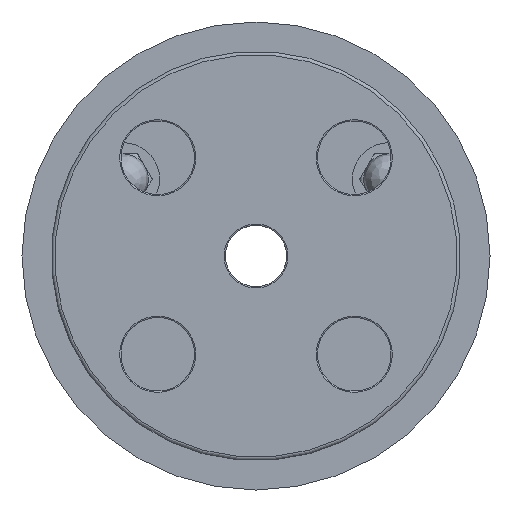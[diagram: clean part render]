
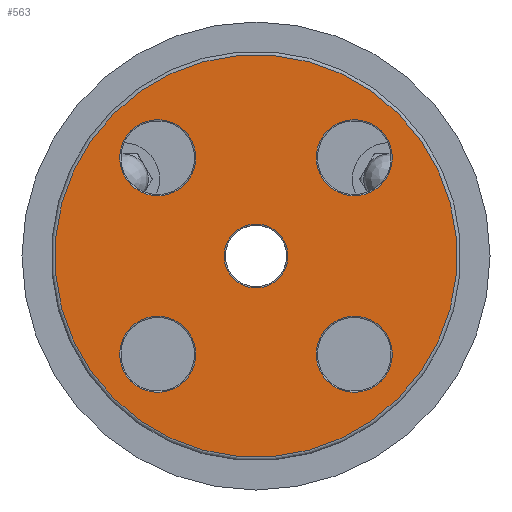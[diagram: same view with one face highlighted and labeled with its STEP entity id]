
A CAD part, front view. The second image highlights one B-rep face of the part: STEP entity #563.
In plain terms, the highlighted planar face has unit normal (0, -1, 0).
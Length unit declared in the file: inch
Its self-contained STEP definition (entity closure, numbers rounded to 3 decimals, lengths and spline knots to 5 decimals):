
#457=CARTESIAN_POINT('',(-1.21622,-1.875,1.21622));
#458=VERTEX_POINT('',#457);
#459=CARTESIAN_POINT('',(0.,-1.875,0.));
#460=DIRECTION('',(0.,1.0,0.));
#461=DIRECTION('',(0.707,0.,-0.707));
#462=AXIS2_PLACEMENT_3D('',#459,#460,#461);
#463=CIRCLE('',#462,1.72);
#464=EDGE_CURVE('',#458,#458,#463,.T.);
#500=CARTESIAN_POINT('',(-0.7117,-1.875,0.7117));
#501=DIRECTION('',(0.0,-1.0,0.0));
#502=DIRECTION('',(0.707,0.0,0.707));
#503=AXIS2_PLACEMENT_3D('',#500,#501,#502);
#504=PLANE('',#503);
#505=ORIENTED_EDGE('',*,*,#464,.F.);
#506=EDGE_LOOP('',(#505));
#507=FACE_OUTER_BOUND('',#506,.T.);
#508=CARTESIAN_POINT('',(0.60988,-1.875,1.0695));
#509=VERTEX_POINT('',#508);
#510=CARTESIAN_POINT('',(0.83969,-1.875,0.83969));
#511=DIRECTION('',(0.,-1.0,0.));
#512=DIRECTION('',(0.707,0.,-0.707));
#513=AXIS2_PLACEMENT_3D('',#510,#511,#512);
#514=CIRCLE('',#513,0.325);
#515=EDGE_CURVE('',#509,#509,#514,.T.);
#516=ORIENTED_EDGE('',*,*,#515,.F.);
#517=EDGE_LOOP('',(#516));
#518=FACE_BOUND('',#517,.T.);
#519=CARTESIAN_POINT('',(1.0695,-1.875,-0.60988));
#520=VERTEX_POINT('',#519);
#521=CARTESIAN_POINT('',(0.83969,-1.875,-0.83969));
#522=DIRECTION('',(0.,-1.0,0.));
#523=DIRECTION('',(-0.707,0.,-0.707));
#524=AXIS2_PLACEMENT_3D('',#521,#522,#523);
#525=CIRCLE('',#524,0.325);
#526=EDGE_CURVE('',#520,#520,#525,.T.);
#527=ORIENTED_EDGE('',*,*,#526,.F.);
#528=EDGE_LOOP('',(#527));
#529=FACE_BOUND('',#528,.T.);
#530=CARTESIAN_POINT('',(-0.60988,-1.875,-1.0695));
#531=VERTEX_POINT('',#530);
#532=CARTESIAN_POINT('',(-0.83969,-1.875,-0.83969));
#533=DIRECTION('',(0.,-1.0,0.));
#534=DIRECTION('',(-0.707,0.,0.707));
#535=AXIS2_PLACEMENT_3D('',#532,#533,#534);
#536=CIRCLE('',#535,0.325);
#537=EDGE_CURVE('',#531,#531,#536,.T.);
#538=ORIENTED_EDGE('',*,*,#537,.F.);
#539=EDGE_LOOP('',(#538));
#540=FACE_BOUND('',#539,.T.);
#541=CARTESIAN_POINT('',(-0.19304,-1.875,0.19304));
#542=VERTEX_POINT('',#541);
#543=CARTESIAN_POINT('',(0.,-1.875,0.));
#544=DIRECTION('',(0.,-1.0,0.));
#545=DIRECTION('',(0.707,0.,-0.707));
#546=AXIS2_PLACEMENT_3D('',#543,#544,#545);
#547=CIRCLE('',#546,0.273);
#548=EDGE_CURVE('',#542,#542,#547,.T.);
#549=ORIENTED_EDGE('',*,*,#548,.F.);
#550=EDGE_LOOP('',(#549));
#551=FACE_BOUND('',#550,.T.);
#552=CARTESIAN_POINT('',(-1.0695,-1.875,0.60988));
#553=VERTEX_POINT('',#552);
#554=CARTESIAN_POINT('',(-0.83969,-1.875,0.83969));
#555=DIRECTION('',(0.,-1.0,0.));
#556=DIRECTION('',(0.707,0.,0.707));
#557=AXIS2_PLACEMENT_3D('',#554,#555,#556);
#558=CIRCLE('',#557,0.325);
#559=EDGE_CURVE('',#553,#553,#558,.T.);
#560=ORIENTED_EDGE('',*,*,#559,.F.);
#561=EDGE_LOOP('',(#560));
#562=FACE_BOUND('',#561,.T.);
#563=ADVANCED_FACE('',(#507,#518,#529,#540,#551,#562),#504,.T.);
